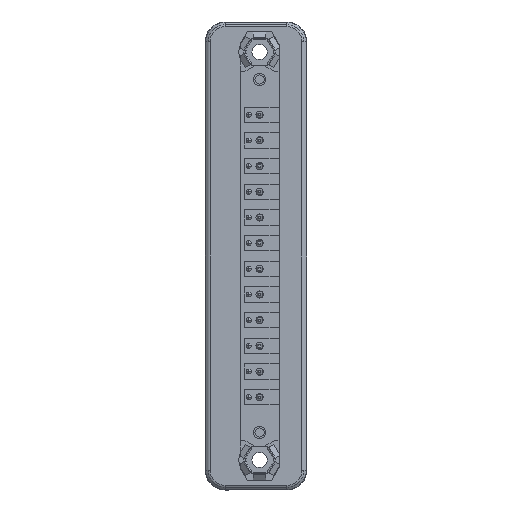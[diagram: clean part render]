
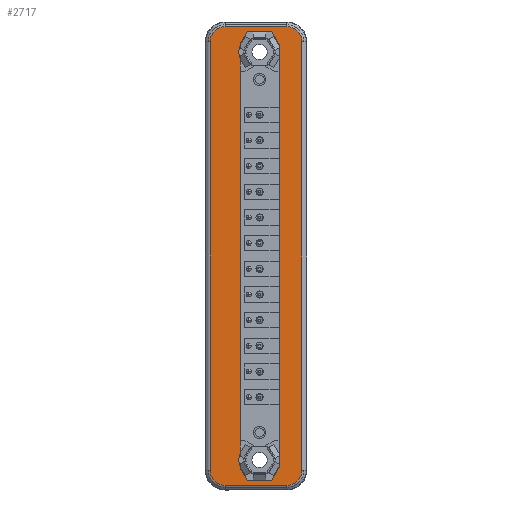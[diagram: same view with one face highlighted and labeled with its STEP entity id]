
A CAD part, front view. The second image highlights one B-rep face of the part: STEP entity #2717.
In plain terms, the highlighted planar face has unit normal (0, -1, 0).
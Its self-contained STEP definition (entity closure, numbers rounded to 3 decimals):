
#2717=ADVANCED_FACE('',(#6001,#6002),#6003,.T.);
#6001=FACE_OUTER_BOUND('',#9847,.T.);
#6002=FACE_BOUND('',#9848,.T.);
#6003=PLANE('',#9849);
#9847=EDGE_LOOP('',(#17677,#17678,#17679,#17680,#17681,#17682,#17683,#17684));
#9848=EDGE_LOOP('',(#17685,#17686,#17687,#17688,#17689,#17690,#17691,#17692,#17693,#17694,#17695,#17696));
#9849=AXIS2_PLACEMENT_3D('',#17697,#17698,#17699);
#17677=ORIENTED_EDGE('',*,*,#25356,.F.);
#17678=ORIENTED_EDGE('',*,*,#25357,.F.);
#17679=ORIENTED_EDGE('',*,*,#25358,.F.);
#17680=ORIENTED_EDGE('',*,*,#25359,.F.);
#17681=ORIENTED_EDGE('',*,*,#24621,.F.);
#17682=ORIENTED_EDGE('',*,*,#25360,.T.);
#17683=ORIENTED_EDGE('',*,*,#25361,.T.);
#17684=ORIENTED_EDGE('',*,*,#25362,.T.);
#17685=ORIENTED_EDGE('',*,*,#25363,.T.);
#17686=ORIENTED_EDGE('',*,*,#25364,.T.);
#17687=ORIENTED_EDGE('',*,*,#24732,.T.);
#17688=ORIENTED_EDGE('',*,*,#24845,.T.);
#17689=ORIENTED_EDGE('',*,*,#23484,.F.);
#17690=ORIENTED_EDGE('',*,*,#24832,.T.);
#17691=ORIENTED_EDGE('',*,*,#25272,.T.);
#17692=ORIENTED_EDGE('',*,*,#25365,.F.);
#17693=ORIENTED_EDGE('',*,*,#25366,.T.);
#17694=ORIENTED_EDGE('',*,*,#25367,.F.);
#17695=ORIENTED_EDGE('',*,*,#23227,.T.);
#17696=ORIENTED_EDGE('',*,*,#25368,.T.);
#17697=CARTESIAN_POINT('',(-4.1,5.65,-57.395));
#17698=DIRECTION('',(0.,-1.0,0.));
#17699=DIRECTION('',(0.,0.,1.0));
#23227=EDGE_CURVE('',#28068,#28069,#28070,.T.);
#23484=EDGE_CURVE('',#28483,#28478,#28485,.T.);
#24621=EDGE_CURVE('',#30145,#30146,#30147,.T.);
#24732=EDGE_CURVE('',#30296,#30300,#30302,.T.);
#24832=EDGE_CURVE('',#28483,#30434,#30436,.T.);
#24845=EDGE_CURVE('',#30300,#28478,#30452,.T.);
#25272=EDGE_CURVE('',#30434,#30992,#30993,.T.);
#25356=EDGE_CURVE('',#31101,#31102,#31103,.T.);
#25357=EDGE_CURVE('',#31104,#31101,#31105,.T.);
#25358=EDGE_CURVE('',#31106,#31104,#31107,.T.);
#25359=EDGE_CURVE('',#30146,#31106,#31108,.T.);
#25360=EDGE_CURVE('',#30145,#31109,#31110,.T.);
#25361=EDGE_CURVE('',#31109,#31111,#31112,.T.);
#25362=EDGE_CURVE('',#31111,#31102,#31113,.T.);
#25363=EDGE_CURVE('',#31114,#31115,#31116,.T.);
#25364=EDGE_CURVE('',#31115,#30296,#31117,.T.);
#25365=EDGE_CURVE('',#31118,#30992,#31119,.T.);
#25366=EDGE_CURVE('',#31118,#31120,#31121,.T.);
#25367=EDGE_CURVE('',#28068,#31120,#31122,.T.);
#25368=EDGE_CURVE('',#28069,#31114,#31123,.T.);
#28068=VERTEX_POINT('',#34590);
#28069=VERTEX_POINT('',#34591);
#28070=LINE('',#34592,#34593);
#28478=VERTEX_POINT('',#35158);
#28483=VERTEX_POINT('',#35165);
#28485=LINE('',#35168,#35169);
#30145=VERTEX_POINT('',#37541);
#30146=VERTEX_POINT('',#37542);
#30147=LINE('',#37543,#37544);
#30296=VERTEX_POINT('',#37764);
#30300=VERTEX_POINT('',#37770);
#30302=LINE('',#37773,#37774);
#30434=VERTEX_POINT('',#37963);
#30436=CIRCLE('',#37966,4.1);
#30452=LINE('',#37990,#37991);
#30992=VERTEX_POINT('',#38776);
#30993=LINE('',#38777,#38778);
#31101=VERTEX_POINT('',#38938);
#31102=VERTEX_POINT('',#38939);
#31103=LINE('',#38940,#38941);
#31104=VERTEX_POINT('',#38942);
#31105=CIRCLE('',#38943,3.0);
#31106=VERTEX_POINT('',#38944);
#31107=LINE('',#38945,#38946);
#31108=CIRCLE('',#38947,3.0);
#31109=VERTEX_POINT('',#38948);
#31110=CIRCLE('',#38949,3.0);
#31111=VERTEX_POINT('',#38950);
#31112=LINE('',#38951,#38952);
#31113=CIRCLE('',#38953,3.0);
#31114=VERTEX_POINT('',#38954);
#31115=VERTEX_POINT('',#38955);
#31116=LINE('',#38956,#38957);
#31117=LINE('',#38958,#38959);
#31118=VERTEX_POINT('',#38960);
#31119=CIRCLE('',#38961,4.1);
#31120=VERTEX_POINT('',#38962);
#31121=LINE('',#38963,#38964);
#31122=LINE('',#38965,#38966);
#31123=LINE('',#38967,#38968);
#34590=CARTESIAN_POINT('',(-2.384,5.65,16.55));
#34591=CARTESIAN_POINT('',(2.384,5.65,16.55));
#34592=CARTESIAN_POINT('',(41.643,5.65,16.55));
#34593=VECTOR('',#41734,1.0);
#35158=CARTESIAN_POINT('',(-3.8,5.65,-69.978));
#35165=CARTESIAN_POINT('',(-3.8,5.65,-69.839));
#35168=CARTESIAN_POINT('',(-3.8,5.65,-50.8));
#35169=VECTOR('',#42039,1.0);
#37541=CARTESIAN_POINT('',(-9.8,5.65,-70.3));
#37542=CARTESIAN_POINT('',(-9.8,5.65,14.42));
#37543=CARTESIAN_POINT('',(-9.8,5.65,-50.8));
#37544=VECTOR('',#43367,1.0);
#37764=CARTESIAN_POINT('',(2.384,5.65,-72.43));
#37770=CARTESIAN_POINT('',(-2.384,5.65,-72.43));
#37773=CARTESIAN_POINT('',(41.643,5.65,-72.43));
#37774=VECTOR('',#43484,1.0);
#37963=CARTESIAN_POINT('',(-3.8,5.65,-66.761));
#37966=AXIS2_PLACEMENT_3D('',#43585,#43586,#43587);
#37990=CARTESIAN_POINT('',(-14.873,5.65,-50.8));
#37991=VECTOR('',#43596,1.0);
#38776=CARTESIAN_POINT('',(-3.8,5.65,10.881));
#38777=CARTESIAN_POINT('',(-3.8,5.65,-50.8));
#38778=VECTOR('',#44010,1.0);
#38938=CARTESIAN_POINT('',(8.4,5.65,14.42));
#38939=CARTESIAN_POINT('',(8.4,5.65,-70.3));
#38940=CARTESIAN_POINT('',(8.4,5.65,-52.315));
#38941=VECTOR('',#44093,1.0);
#38942=CARTESIAN_POINT('',(5.4,5.65,17.42));
#38943=AXIS2_PLACEMENT_3D('',#44094,#44095,#44096);
#38944=CARTESIAN_POINT('',(-6.8,5.65,17.42));
#38945=CARTESIAN_POINT('',(41.643,5.65,17.42));
#38946=VECTOR('',#44097,1.0);
#38947=AXIS2_PLACEMENT_3D('',#44098,#44099,#44100);
#38948=CARTESIAN_POINT('',(-6.8,5.65,-73.3));
#38949=AXIS2_PLACEMENT_3D('',#44101,#44102,#44103);
#38950=CARTESIAN_POINT('',(5.4,5.65,-73.3));
#38951=CARTESIAN_POINT('',(41.643,5.65,-73.3));
#38952=VECTOR('',#44104,1.0);
#38953=AXIS2_PLACEMENT_3D('',#44105,#44106,#44107);
#38954=CARTESIAN_POINT('',(3.87,5.65,13.977));
#38955=CARTESIAN_POINT('',(3.87,5.65,-69.857));
#38956=CARTESIAN_POINT('',(3.87,5.65,-45.72));
#38957=VECTOR('',#44108,1.0);
#38958=CARTESIAN_POINT('',(14.873,5.65,-50.8));
#38959=VECTOR('',#44109,1.0);
#38960=CARTESIAN_POINT('',(-3.8,5.65,13.959));
#38961=AXIS2_PLACEMENT_3D('',#44110,#44111,#44112);
#38962=CARTESIAN_POINT('',(-3.8,5.65,14.098));
#38963=CARTESIAN_POINT('',(-3.8,5.65,0.));
#38964=VECTOR('',#44113,1.0);
#38965=CARTESIAN_POINT('',(-11.94,5.65,0.));
#38966=VECTOR('',#44114,1.0);
#38967=CARTESIAN_POINT('',(11.94,5.65,0.));
#38968=VECTOR('',#44115,1.0);
#41734=DIRECTION('',(1.0,0.,0.));
#42039=DIRECTION('',(0.,0.,-1.0));
#43367=DIRECTION('',(0.,0.,1.0));
#43484=DIRECTION('',(-1.0,0.,0.));
#43585=CARTESIAN_POINT('',(0.,5.65,-68.3));
#43586=DIRECTION('',(0.,1.0,0.));
#43587=DIRECTION('',(0.,0.,-1.0));
#43596=DIRECTION('',(-0.5,0.,0.866));
#44010=DIRECTION('',(0.,0.,1.0));
#44093=DIRECTION('',(0.,0.,-1.0));
#44094=CARTESIAN_POINT('',(5.4,5.65,14.42));
#44095=DIRECTION('',(0.,1.0,0.));
#44096=DIRECTION('',(1.0,0.,0.));
#44097=DIRECTION('',(1.0,0.,0.));
#44098=CARTESIAN_POINT('',(-6.8,5.65,14.42));
#44099=DIRECTION('',(0.,1.0,0.));
#44100=DIRECTION('',(1.0,0.,0.));
#44101=CARTESIAN_POINT('',(-6.8,5.65,-70.3));
#44102=DIRECTION('',(0.,-1.0,0.));
#44103=DIRECTION('',(1.0,0.,0.));
#44104=DIRECTION('',(1.0,0.,0.));
#44105=CARTESIAN_POINT('',(5.4,5.65,-70.3));
#44106=DIRECTION('',(0.,-1.0,0.));
#44107=DIRECTION('',(1.0,0.,0.));
#44108=DIRECTION('',(0.,0.,-1.0));
#44109=DIRECTION('',(-0.5,0.,-0.866));
#44110=CARTESIAN_POINT('',(0.,5.65,12.42));
#44111=DIRECTION('',(0.,-1.0,0.));
#44112=DIRECTION('',(0.,0.,1.0));
#44113=DIRECTION('',(0.,0.,1.0));
#44114=DIRECTION('',(-0.5,0.,-0.866));
#44115=DIRECTION('',(0.5,0.,-0.866));
